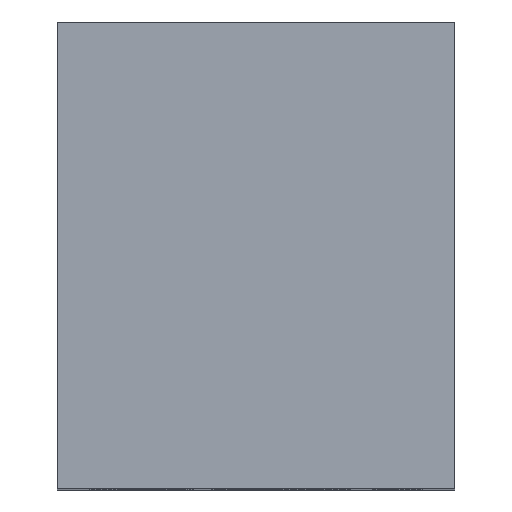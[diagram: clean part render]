
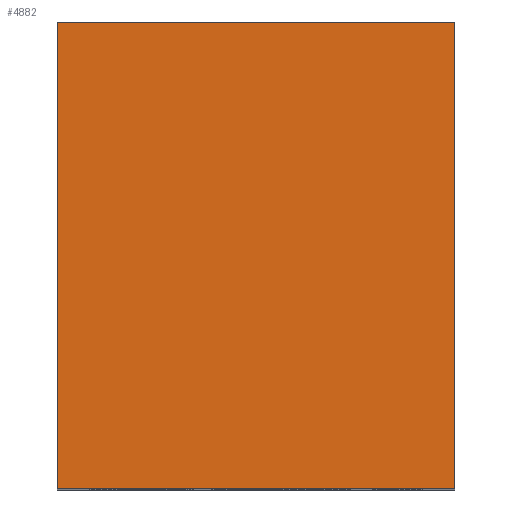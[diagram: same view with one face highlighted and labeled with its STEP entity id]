
A CAD part, top view. The second image highlights one B-rep face of the part: STEP entity #4882.
In plain terms, the highlighted planar face has unit normal (0, 0, 1).
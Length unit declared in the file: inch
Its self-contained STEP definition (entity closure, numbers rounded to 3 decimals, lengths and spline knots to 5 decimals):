
#1123=DIRECTION('',(0.,-1.,0.));
#1124=VECTOR('',#1123,2.938);
#1125=CARTESIAN_POINT('',(0.,0.,5.375));
#1126=LINE('',#1125,#1124);
#1127=DIRECTION('',(-1.,0.,0.));
#1128=VECTOR('',#1127,2.5);
#1129=CARTESIAN_POINT('',(2.5,0.,5.375));
#1130=LINE('',#1129,#1128);
#1131=DIRECTION('',(0.,1.,0.));
#1132=VECTOR('',#1131,2.938);
#1133=CARTESIAN_POINT('',(2.5,-2.938,5.375));
#1134=LINE('',#1133,#1132);
#1135=DIRECTION('',(1.,0.,0.));
#1136=VECTOR('',#1135,2.5);
#1137=CARTESIAN_POINT('',(0.,-2.938,5.375));
#1138=LINE('',#1137,#1136);
#3839=CARTESIAN_POINT('',(0.,0.,5.375));
#3840=CARTESIAN_POINT('',(0.,-2.938,5.375));
#3841=VERTEX_POINT('',#3839);
#3842=VERTEX_POINT('',#3840);
#3843=CARTESIAN_POINT('',(2.5,-2.938,5.375));
#3844=VERTEX_POINT('',#3843);
#3845=CARTESIAN_POINT('',(2.5,0.,5.375));
#3846=VERTEX_POINT('',#3845);
#4869=CARTESIAN_POINT('',(0.,0.,5.375));
#4870=DIRECTION('',(0.,0.,1.));
#4871=DIRECTION('',(1.,0.,0.));
#4872=AXIS2_PLACEMENT_3D('',#4869,#4870,#4871);
#4873=PLANE('',#4872);
#4874=ORIENTED_EDGE('',*,*,#4862,.F.);
#4875=ORIENTED_EDGE('',*,*,#4522,.F.);
#4877=ORIENTED_EDGE('',*,*,#4876,.F.);
#4879=ORIENTED_EDGE('',*,*,#4878,.F.);
#4880=EDGE_LOOP('',(#4874,#4875,#4877,#4879));
#4881=FACE_OUTER_BOUND('',#4880,.F.);
#4882=ADVANCED_FACE('',(#4881),#4873,.T.);
#4522=EDGE_CURVE('',#3846,#3841,#1130,.T.);
#4862=EDGE_CURVE('',#3841,#3842,#1126,.T.);
#4876=EDGE_CURVE('',#3844,#3846,#1134,.T.);
#4878=EDGE_CURVE('',#3842,#3844,#1138,.T.);
